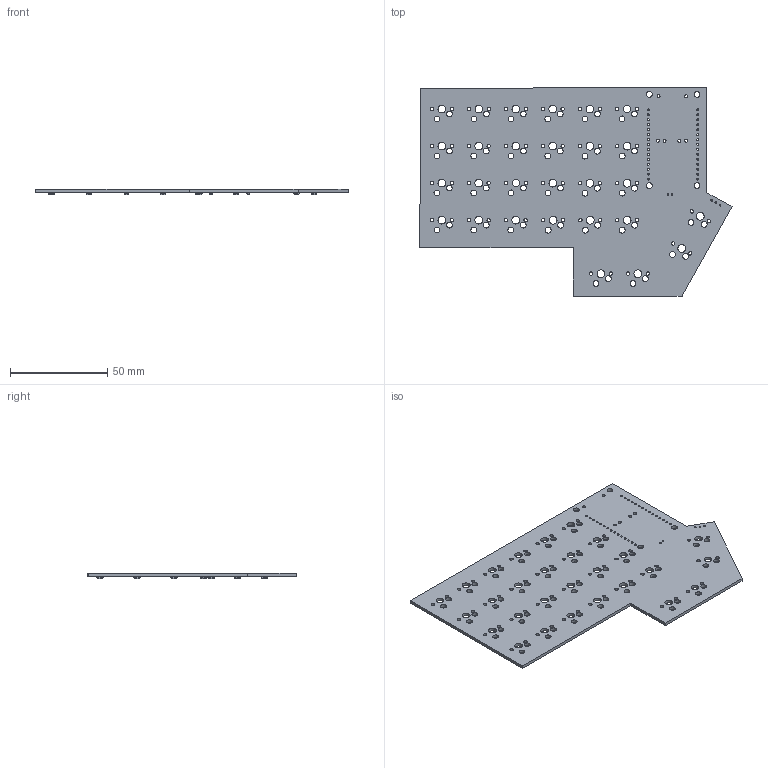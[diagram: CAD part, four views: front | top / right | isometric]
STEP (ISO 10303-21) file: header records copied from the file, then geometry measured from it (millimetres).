
FILE_DESCRIPTION(('KiCad electronic assembly'),'2;1');
FILE_NAME('pcb-esquerda.step','2024-10-07T16:19:36',('Pcbnew'),('Kicad') ,'Open CASCADE STEP processor 7.8','KiCad to STEP converter','Unknown' );
FILE_SCHEMA(('AUTOMOTIVE_DESIGN { 1 0 10303 214 1 1 1 1 }'));
Length unit declared in the file: millimetre
Products named in the file (4): pcb-esquerda 1; D_SOD-123; D_SOD_123; pcb-esquerda_PCB
Assembly tree (30 placements, depth 3):
  pcb-esquerda 1
    D_SOD-123  x28
      D_SOD_123
    pcb-esquerda_PCB
Bounding box: 160.66 x 107.31 x 2.9 mm (x, y, z)
Volume: 20842.4 mm3; surface area: 29448.5 mm2
Topology: 29 solids, 29 shells, 2073 faces, 4953 edges, 2966 vertices
Faces by surface type: plane 936, bspline 728, cylinder 409
Full cylindrical faces by diameter (mm): 0.8 x2, 0.9 x3, 1.02 x30, 1.54 x6, 1.75 x56, 3 x60, 3.988 x28
Entity records: 10131 total; most frequent: DIRECTION 1633, CARTESIAN_POINT 1628, ORIENTED_EDGE 1482, EDGE_CURVE 741, AXIS2_PLACEMENT_3D 655, FACE_BOUND 635, EDGE_LOOP 635, VERTEX_POINT 482
